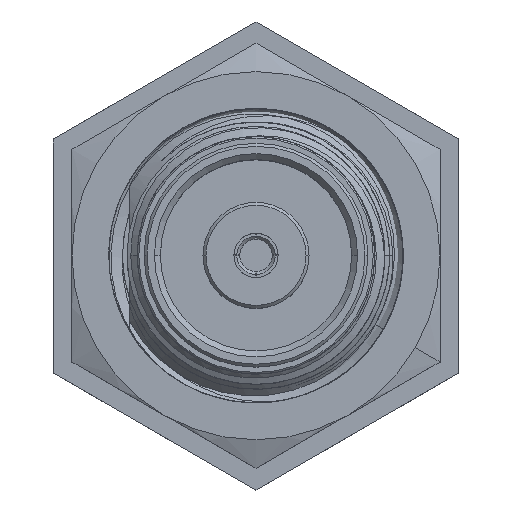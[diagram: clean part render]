
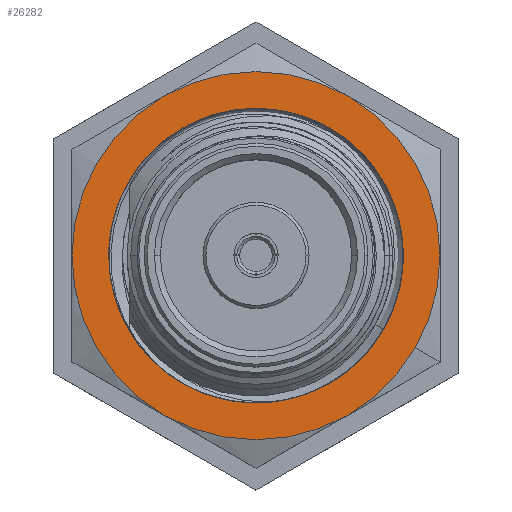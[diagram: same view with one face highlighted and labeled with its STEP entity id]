
A CAD part, top view. The second image highlights one B-rep face of the part: STEP entity #26282.
In plain terms, the highlighted face is planar.
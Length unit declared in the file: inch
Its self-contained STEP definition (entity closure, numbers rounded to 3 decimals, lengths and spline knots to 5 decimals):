
#464 = AXIS2_PLACEMENT_3D ( 'NONE', #697, #20230, #822 ) ;
#697 = CARTESIAN_POINT ( 'NONE',  ( 0.418, 0., 0. ) ) ;
#822 = DIRECTION ( 'NONE',  ( 0., 0.5, -0.866 ) ) ;
#904 = CIRCLE ( 'NONE', #464, 0.25 ) ;
#985 = EDGE_CURVE ( 'NONE', #1630, #27470, #904, .T. ) ;
#1430 = AXIS2_PLACEMENT_3D ( 'NONE', #18962, #14975, #8449 ) ;
#1449 = AXIS2_PLACEMENT_3D ( 'NONE', #11316, #9618, #19836 ) ;
#1485 = EDGE_LOOP ( 'NONE', ( #20085, #11775, #18936, #15751, #6201, #22886, #25733 ) ) ;
#1630 = VERTEX_POINT ( 'NONE', #10702 ) ;
#1716 = DIRECTION ( 'NONE',  ( 0., 0.5, -0.866 ) ) ;
#2086 = EDGE_LOOP ( 'NONE', ( #23488, #28004 ) ) ;
#3587 = AXIS2_PLACEMENT_3D ( 'NONE', #21014, #27980, #10520 ) ;
#5413 = AXIS2_PLACEMENT_3D ( 'NONE', #10311, #6192, #7883 ) ;
#5432 = EDGE_CURVE ( 'NONE', #20489, #21696, #19579, .T. ) ;
#6192 = DIRECTION ( 'NONE',  ( -1., 0., 0. ) ) ;
#6201 = ORIENTED_EDGE ( 'NONE', *, *, #13966, .T. ) ;
#6480 = EDGE_CURVE ( 'NONE', #15820, #7189, #11417, .T. ) ;
#6581 = DIRECTION ( 'NONE',  ( 0., 0.5, -0.866 ) ) ;
#7168 = CARTESIAN_POINT ( 'NONE',  ( 0.418, -0.27063, -0.15625 ) ) ;
#7189 = VERTEX_POINT ( 'NONE', #14778 ) ;
#7413 = DIRECTION ( 'NONE',  ( 0., 0.5, -0.866 ) ) ;
#7717 = CIRCLE ( 'NONE', #17227, 0.3125 ) ;
#7883 = DIRECTION ( 'NONE',  ( 0., 0.5, -0.866 ) ) ;
#8449 = DIRECTION ( 'NONE',  ( 0., 0.5, -0.866 ) ) ;
#9216 = VERTEX_POINT ( 'NONE', #12890 ) ;
#9554 = CARTESIAN_POINT ( 'NONE',  ( 0.418, 0., 0. ) ) ;
#9618 = DIRECTION ( 'NONE',  ( -1., 0., 0. ) ) ;
#10036 = EDGE_CURVE ( 'NONE', #21696, #13401, #25137, .T. ) ;
#10081 = CARTESIAN_POINT ( 'NONE',  ( 0.418, 0.15625, -0.27063 ) ) ;
#10166 = DIRECTION ( 'NONE',  ( 0., 0.5, -0.866 ) ) ;
#10204 = CARTESIAN_POINT ( 'NONE',  ( 0.418, 0., 0. ) ) ;
#10311 = CARTESIAN_POINT ( 'NONE',  ( 0.418, 0., 0. ) ) ;
#10520 = DIRECTION ( 'NONE',  ( 0., 0.5, -0.866 ) ) ;
#10702 = CARTESIAN_POINT ( 'NONE',  ( 0.418, 0.21894, 0.12069 ) ) ;
#10838 = CARTESIAN_POINT ( 'NONE',  ( 0.418, 0., 0. ) ) ;
#11316 = CARTESIAN_POINT ( 'NONE',  ( 0.418, 0., 0. ) ) ;
#11417 = CIRCLE ( 'NONE', #22296, 0.3125 ) ;
#11687 = EDGE_CURVE ( 'NONE', #27470, #1630, #14022, .T. ) ;
#11775 = ORIENTED_EDGE ( 'NONE', *, *, #6480, .T. ) ;
#12890 = CARTESIAN_POINT ( 'NONE',  ( 0.418, -0.27063, 0.15625 ) ) ;
#13401 = VERTEX_POINT ( 'NONE', #16696 ) ;
#13487 = AXIS2_PLACEMENT_3D ( 'NONE', #10838, #19768, #6581 ) ;
#13500 = PLANE ( 'NONE',  #13487 ) ;
#13608 = CIRCLE ( 'NONE', #1430, 0.3125 ) ;
#13966 = EDGE_CURVE ( 'NONE', #9216, #20489, #7717, .T. ) ;
#14022 = CIRCLE ( 'NONE', #5413, 0.25 ) ;
#14778 = CARTESIAN_POINT ( 'NONE',  ( 0.418, 0., -0.3125 ) ) ;
#14975 = DIRECTION ( 'NONE',  ( -1., 0., 0. ) ) ;
#15153 = EDGE_CURVE ( 'NONE', #13401, #15820, #13608, .T. ) ;
#15751 = ORIENTED_EDGE ( 'NONE', *, *, #24472, .T. ) ;
#15759 = FACE_BOUND ( 'NONE', #2086, .T. ) ;
#15782 = CIRCLE ( 'NONE', #3587, 0.3125 ) ;
#15820 = VERTEX_POINT ( 'NONE', #10081 ) ;
#16303 = EDGE_CURVE ( 'NONE', #7189, #22187, #21825, .T. ) ;
#16696 = CARTESIAN_POINT ( 'NONE',  ( 0.418, 0.27063, -0.15625 ) ) ;
#16900 = CARTESIAN_POINT ( 'NONE',  ( 0.418, 0., 0.3125 ) ) ;
#17227 = AXIS2_PLACEMENT_3D ( 'NONE', #20947, #21745, #10166 ) ;
#18936 = ORIENTED_EDGE ( 'NONE', *, *, #16303, .T. ) ;
#18962 = CARTESIAN_POINT ( 'NONE',  ( 0.418, 0., 0. ) ) ;
#19493 = DIRECTION ( 'NONE',  ( 0., 0.5, -0.866 ) ) ;
#19579 = CIRCLE ( 'NONE', #24546, 0.3125 ) ;
#19768 = DIRECTION ( 'NONE',  ( -1., 0., 0. ) ) ;
#19836 = DIRECTION ( 'NONE',  ( 0., 0.5, -0.866 ) ) ;
#20085 = ORIENTED_EDGE ( 'NONE', *, *, #15153, .T. ) ;
#20230 = DIRECTION ( 'NONE',  ( -1., 0., 0. ) ) ;
#20489 = VERTEX_POINT ( 'NONE', #16900 ) ;
#20548 = DIRECTION ( 'NONE',  ( -1., 0., 0. ) ) ;
#20947 = CARTESIAN_POINT ( 'NONE',  ( 0.418, 0., 0. ) ) ;
#21014 = CARTESIAN_POINT ( 'NONE',  ( 0.418, 0., 0. ) ) ;
#21696 = VERTEX_POINT ( 'NONE', #22400 ) ;
#21745 = DIRECTION ( 'NONE',  ( -1., 0., 0. ) ) ;
#21756 = CARTESIAN_POINT ( 'NONE',  ( 0.418, 0., 0. ) ) ;
#21825 = CIRCLE ( 'NONE', #1449, 0.3125 ) ;
#22187 = VERTEX_POINT ( 'NONE', #7168 ) ;
#22296 = AXIS2_PLACEMENT_3D ( 'NONE', #21756, #23485, #19493 ) ;
#22400 = CARTESIAN_POINT ( 'NONE',  ( 0.418, 0.27063, 0.15625 ) ) ;
#22886 = ORIENTED_EDGE ( 'NONE', *, *, #5432, .T. ) ;
#23485 = DIRECTION ( 'NONE',  ( -1., 0., 0. ) ) ;
#23488 = ORIENTED_EDGE ( 'NONE', *, *, #985, .F. ) ;
#24472 = EDGE_CURVE ( 'NONE', #22187, #9216, #15782, .T. ) ;
#24546 = AXIS2_PLACEMENT_3D ( 'NONE', #10204, #20548, #1716 ) ;
#24745 = DIRECTION ( 'NONE',  ( -1., 0., 0. ) ) ;
#25137 = CIRCLE ( 'NONE', #26490, 0.3125 ) ;
#25733 = ORIENTED_EDGE ( 'NONE', *, *, #10036, .T. ) ;
#26282 = ADVANCED_FACE ( 'NONE', ( #15759, #26581 ), #13500, .T. ) ;
#26490 = AXIS2_PLACEMENT_3D ( 'NONE', #9554, #24745, #7413 ) ;
#26581 = FACE_OUTER_BOUND ( 'NONE', #1485, .T. ) ;
#27470 = VERTEX_POINT ( 'NONE', #27943 ) ;
#27943 = CARTESIAN_POINT ( 'NONE',  ( 0.418, 0.06947, 0.24015 ) ) ;
#27980 = DIRECTION ( 'NONE',  ( -1., 0., 0. ) ) ;
#28004 = ORIENTED_EDGE ( 'NONE', *, *, #11687, .F. ) ;
